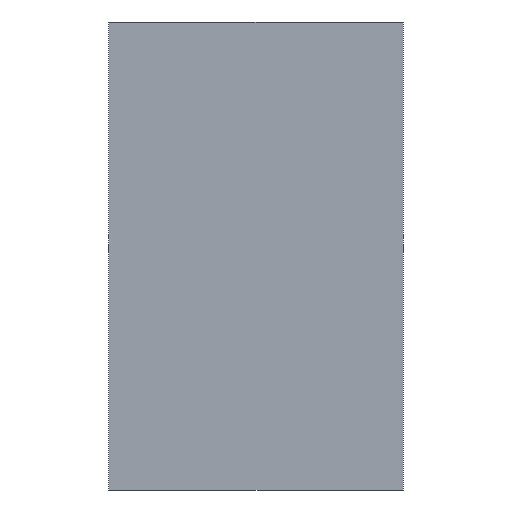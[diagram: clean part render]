
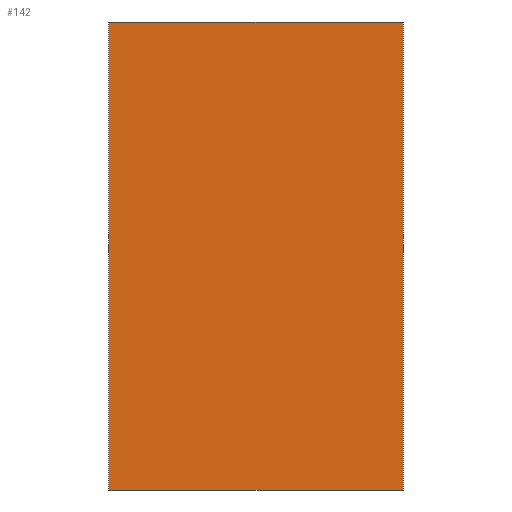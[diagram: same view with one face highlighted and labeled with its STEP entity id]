
A CAD part, front view. The second image highlights one B-rep face of the part: STEP entity #142.
In plain terms, the highlighted planar face has unit normal (0, -1, 0).
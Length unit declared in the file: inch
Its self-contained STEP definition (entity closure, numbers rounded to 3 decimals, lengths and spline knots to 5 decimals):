
#10 = DIRECTION ( 'NONE',  ( 1., 0., 0. ) ) ;
#11 = CARTESIAN_POINT ( 'NONE',  ( 0.86614, 0., -1.37795 ) ) ;
#17 = PLANE ( 'NONE',  #74 ) ;
#20 = DIRECTION ( 'NONE',  ( 0., -1., 0. ) ) ;
#28 = ORIENTED_EDGE ( 'NONE', *, *, #200, .F. ) ;
#30 = EDGE_LOOP ( 'NONE', ( #179, #28, #166, #50 ) ) ;
#45 = CARTESIAN_POINT ( 'NONE',  ( 0., 0., 0. ) ) ;
#50 = ORIENTED_EDGE ( 'NONE', *, *, #97, .F. ) ;
#59 = LINE ( 'NONE', #249, #80 ) ;
#63 = LINE ( 'NONE', #112, #65 ) ;
#65 = VECTOR ( 'NONE', #91, 39.37008 ) ;
#67 = CARTESIAN_POINT ( 'NONE',  ( 0., 0., 0. ) ) ;
#74 = AXIS2_PLACEMENT_3D ( 'NONE', #45, #20, #235 ) ;
#80 = VECTOR ( 'NONE', #10, 39.37008 ) ;
#82 = CARTESIAN_POINT ( 'NONE',  ( 0.86614, 0., 0. ) ) ;
#91 = DIRECTION ( 'NONE',  ( 0., 0., -1. ) ) ;
#97 = EDGE_CURVE ( 'NONE', #216, #116, #59, .T. ) ;
#106 = DIRECTION ( 'NONE',  ( -1., 0., 0. ) ) ;
#112 = CARTESIAN_POINT ( 'NONE',  ( 0.86614, 0., 0. ) ) ;
#116 = VERTEX_POINT ( 'NONE', #82 ) ;
#130 = VECTOR ( 'NONE', #106, 39.37008 ) ;
#132 = FACE_OUTER_BOUND ( 'NONE', #30, .T. ) ;
#139 = DIRECTION ( 'NONE',  ( 0., 0., 1. ) ) ;
#142 = ADVANCED_FACE ( 'NONE', ( #132 ), #17, .T. ) ;
#160 = LINE ( 'NONE', #67, #169 ) ;
#166 = ORIENTED_EDGE ( 'NONE', *, *, #223, .F. ) ;
#169 = VECTOR ( 'NONE', #139, 39.37008 ) ;
#171 = VERTEX_POINT ( 'NONE', #208 ) ;
#179 = ORIENTED_EDGE ( 'NONE', *, *, #294, .F. ) ;
#181 = CARTESIAN_POINT ( 'NONE',  ( 0., 0., 0. ) ) ;
#185 = LINE ( 'NONE', #282, #130 ) ;
#200 = EDGE_CURVE ( 'NONE', #233, #171, #185, .T. ) ;
#208 = CARTESIAN_POINT ( 'NONE',  ( 0., 0., -1.37795 ) ) ;
#216 = VERTEX_POINT ( 'NONE', #181 ) ;
#223 = EDGE_CURVE ( 'NONE', #116, #233, #63, .T. ) ;
#233 = VERTEX_POINT ( 'NONE', #11 ) ;
#235 = DIRECTION ( 'NONE',  ( 0., 0., -1. ) ) ;
#249 = CARTESIAN_POINT ( 'NONE',  ( 0., 0., 0. ) ) ;
#282 = CARTESIAN_POINT ( 'NONE',  ( 0., 0., -1.37795 ) ) ;
#294 = EDGE_CURVE ( 'NONE', #171, #216, #160, .T. ) ;
